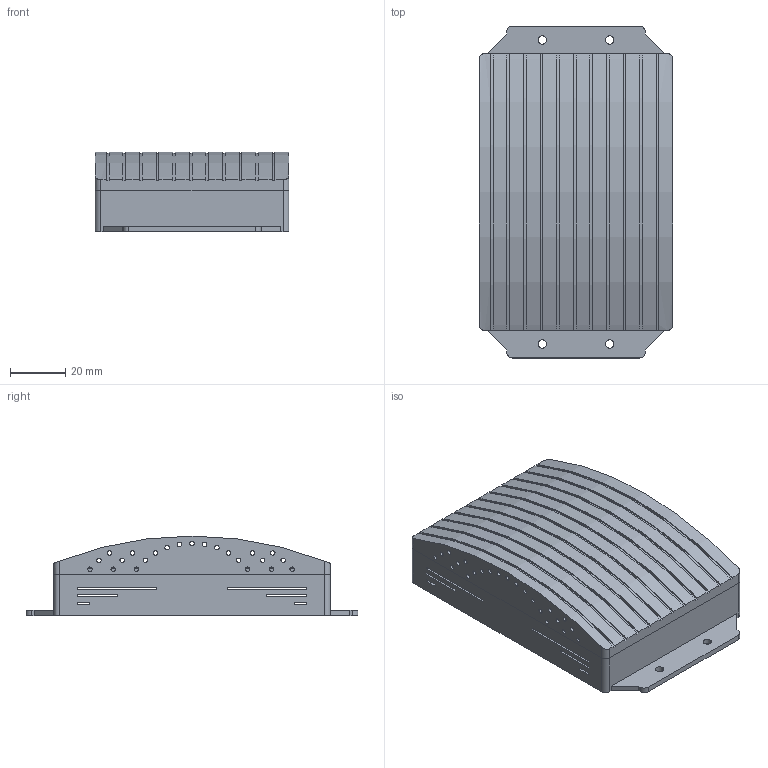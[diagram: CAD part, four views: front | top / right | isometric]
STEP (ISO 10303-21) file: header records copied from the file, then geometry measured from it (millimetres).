
FILE_DESCRIPTION(('CATIA V5 STEP Exchange','CAx-IF Rec.Pracs.--- Model Styling and Organization---1.4--- 2014-01-23','CAx-IF Rec.Pracs.---3D Tessellated Data Validation Properties---0.5---2014-09-14'),'2;1');
FILE_NAME('PCB TEST MODEL 1.stp','2022-02-10T00:41:58+00:00',('none'),('none'),'CATIA Version 5-6 Release 2018','CATIA V5 STEP AP242','none');
FILE_SCHEMA(('AP242_MANAGED_MODEL_BASED_3D_ENGINEERING_MIM_LF {1 0 10303 442 1 1 4}'));
Length unit declared in the file: millimetre
Products named in the file (3): PCB TEST MODEL ; pcb model 8001 ; pcb model 8001.1
Assembly tree (2 placements, depth 2):
  PCB TEST MODEL 
    pcb model 8001 
    pcb model 8001.1
Bounding box: 70 x 120 x 28.84 mm (x, y, z)
Volume: 34241.7 mm3; surface area: 47833.6 mm2
Topology: 2 solids, 2 shells, 311 faces, 912 edges, 616 vertices
Faces by surface type: cylinder 180, plane 119, sphere 8, torus 4
Entity records: 10509 total; most frequent: CARTESIAN_POINT 2769, ORIENTED_EDGE 1824, DIRECTION 1110, EDGE_CURVE 912, VERTEX_POINT 616, VECTOR 488, LINE 488, AXIS2_PLACEMENT_3D 457
